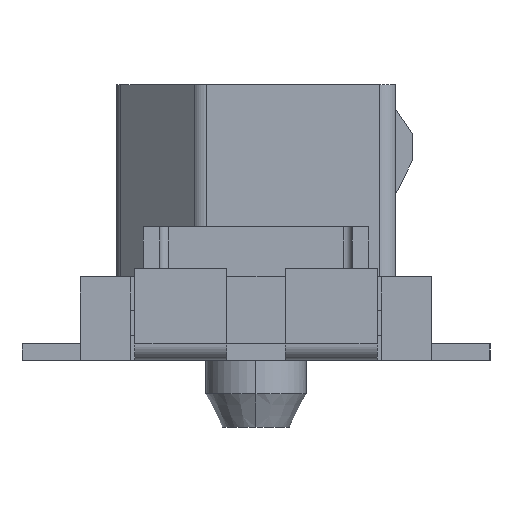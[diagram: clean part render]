
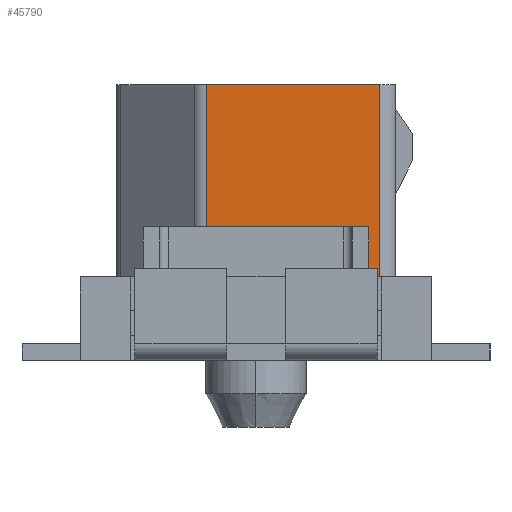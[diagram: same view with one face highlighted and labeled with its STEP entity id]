
A CAD part, left-side view. The second image highlights one B-rep face of the part: STEP entity #45790.
In plain terms, the highlighted planar face has unit normal (-1, 0, 0).
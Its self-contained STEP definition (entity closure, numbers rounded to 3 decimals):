
#3440=CARTESIAN_POINT('',(19.202,32.76,-2.3));
#3450=VERTEX_POINT('',#3440);
#3480=CARTESIAN_POINT('',(19.202,0.,-2.3));
#3490=DIRECTION('',(0.,-1.,0.));
#3500=VECTOR('',#3490,1.);
#3510=LINE('',#3480,#3500);
#3520=CARTESIAN_POINT('',(19.202,30.693,-2.3));
#3530=VERTEX_POINT('',#3520);
#3540=EDGE_CURVE('',#3450,#3530,#3510,.T.);
#45490=CARTESIAN_POINT('',(19.202,30.59,-2.415));
#45500=DIRECTION('',(1.,0.,0.));
#45510=DIRECTION('',(0.,0.,-1.));
#45520=AXIS2_PLACEMENT_3D('',#45490,#45500,#45510);
#45530=PLANE('',#45520);
#45540=ORIENTED_EDGE('',*,*,#3540,.T.);
#45550=CARTESIAN_POINT('',(19.202,32.76,-2.415));
#45560=DIRECTION('',(0.,0.,1.));
#45570=VECTOR('',#45560,1.);
#45580=LINE('',#45550,#45570);
#45590=CARTESIAN_POINT('',(19.202,32.76,0.));
#45600=VERTEX_POINT('',#45590);
#45610=EDGE_CURVE('',#3450,#45600,#45580,.T.);
#45620=ORIENTED_EDGE('',*,*,#45610,.F.);
#45630=CARTESIAN_POINT('',(19.202,0.,0.));
#45640=DIRECTION('',(0.,-1.,0.));
#45650=VECTOR('',#45640,1.);
#45660=LINE('',#45630,#45650);
#45670=CARTESIAN_POINT('',(19.202,30.693,0.));
#45680=VERTEX_POINT('',#45670);
#45690=EDGE_CURVE('',#45600,#45680,#45660,.T.);
#45700=ORIENTED_EDGE('',*,*,#45690,.F.);
#45710=CARTESIAN_POINT('',(19.202,30.693,0.115));
#45720=DIRECTION('',(0.,0.,-1.));
#45730=VECTOR('',#45720,1.);
#45740=LINE('',#45710,#45730);
#45750=EDGE_CURVE('',#45680,#3530,#45740,.T.);
#45760=ORIENTED_EDGE('',*,*,#45750,.F.);
#45770=EDGE_LOOP('',(#45760,#45700,#45620,#45540));
#45780=FACE_OUTER_BOUND('',#45770,.T.);
#45790=ADVANCED_FACE('',(#45780),#45530,.F.);
